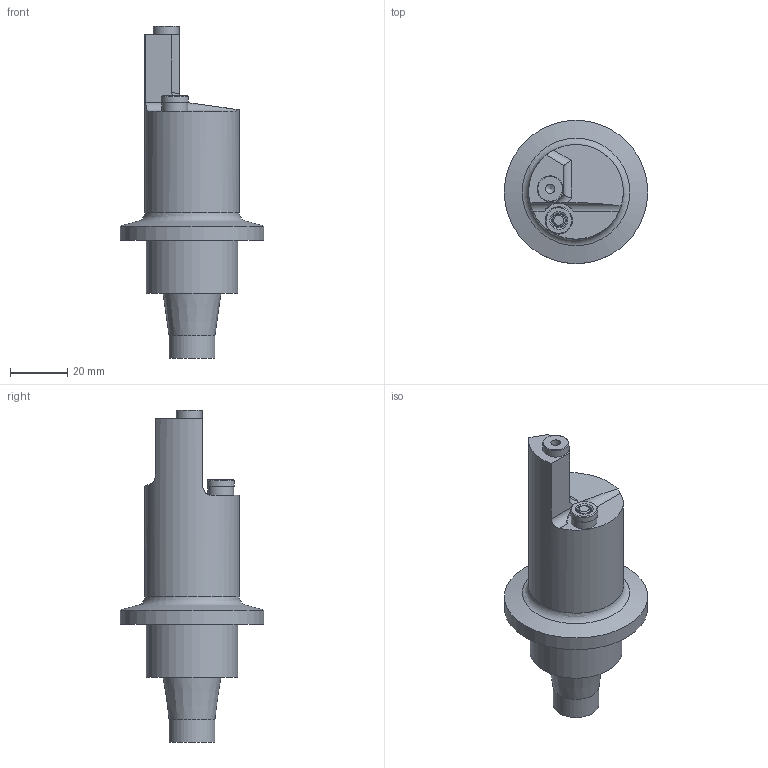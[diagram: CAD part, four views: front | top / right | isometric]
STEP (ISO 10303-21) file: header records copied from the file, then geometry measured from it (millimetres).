
FILE_DESCRIPTION(/* description */ (''),/* implementation_level */ '2;1');
FILE_NAME(/* name */ 'W9990659_stp.stp',/* time_stamp */ '2017-05-24T13:03:42+02:00',/* author */ (''),/* organization */ (''),/* preprocessor_version */ 'ST-DEVELOPER v15',/* originating_system */ 'SIEMENS PLM Software NX 9.0',/* authorisation */ '');
FILE_SCHEMA (('AUTOMOTIVE_DESIGN { 1 0 10303 214 3 1 1 1 }'));
Length unit declared in the file: millimetre
Products named in the file (1): reic1E8CB3C2fygc
Bounding box: 50 x 50 x 115.7 mm (x, y, z)
Volume: 71317.6 mm3; surface area: 13271.7 mm2
Topology: 1 solids, 1 shells, 36 faces, 81 edges, 53 vertices
Faces by surface type: plane 14, cylinder 13, cone 6, torus 2, sphere 1
Full cylindrical faces by diameter (mm): 3.3 x1, 9 x2, 9.5 x1, 16 x1, 32 x1, 33 x1, 50 x1
Entity records: 934 total; most frequent: CARTESIAN_POINT 188, DIRECTION 159, ORIENTED_EDGE 112, AXIS2_PLACEMENT_3D 70, EDGE_LOOP 59, EDGE_CURVE 56, FACE_BOUND 48, VERTEX_POINT 46
